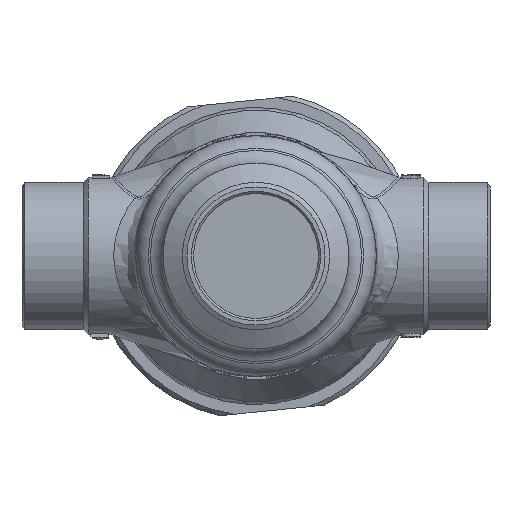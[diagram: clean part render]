
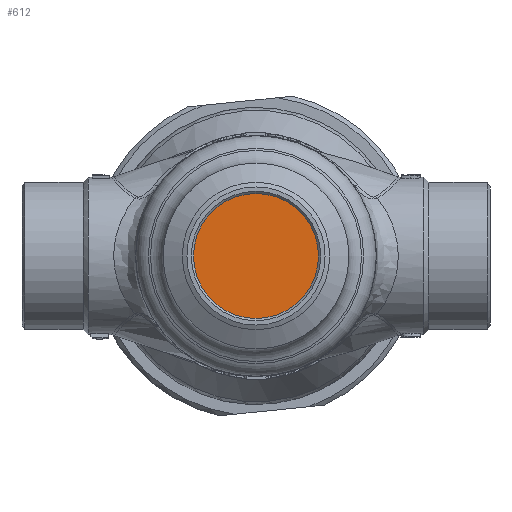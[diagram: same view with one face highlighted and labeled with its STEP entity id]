
A CAD part, front view. The second image highlights one B-rep face of the part: STEP entity #612.
In plain terms, the highlighted planar face has unit normal (0, -1, 0).
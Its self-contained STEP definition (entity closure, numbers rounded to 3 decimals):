
#589=CARTESIAN_POINT('',(-14.29,-95.45,0.));
#590=VERTEX_POINT('',#589);
#591=CARTESIAN_POINT('',(0.,-95.45,0.));
#592=DIRECTION('',(0.0,1.0,0.0));
#593=DIRECTION('',(-1.0,0.0,0.0));
#594=AXIS2_PLACEMENT_3D('',#591,#592,#593);
#595=CIRCLE('',#594,14.29);
#596=EDGE_CURVE('',#590,#590,#595,.T.);
#604=CARTESIAN_POINT('',(-13.044,-95.45,0.));
#605=DIRECTION('',(0.0,1.0,0.0));
#606=DIRECTION('',(0.0,0.0,-1.0));
#607=AXIS2_PLACEMENT_3D('',#604,#605,#606);
#608=PLANE('',#607);
#609=ORIENTED_EDGE('',*,*,#596,.F.);
#610=EDGE_LOOP('',(#609));
#611=FACE_OUTER_BOUND('',#610,.T.);
#612=ADVANCED_FACE('',(#611),#608,.F.);
